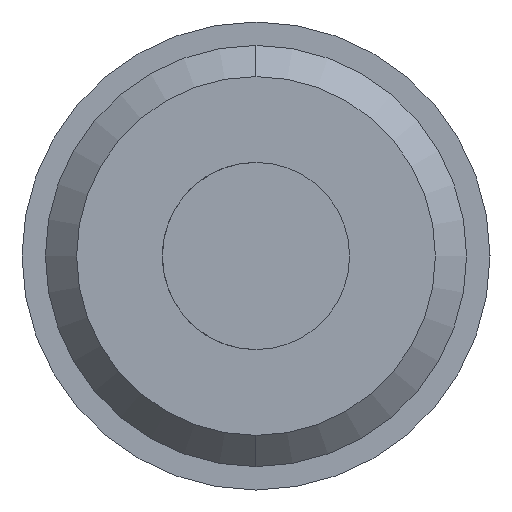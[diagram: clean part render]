
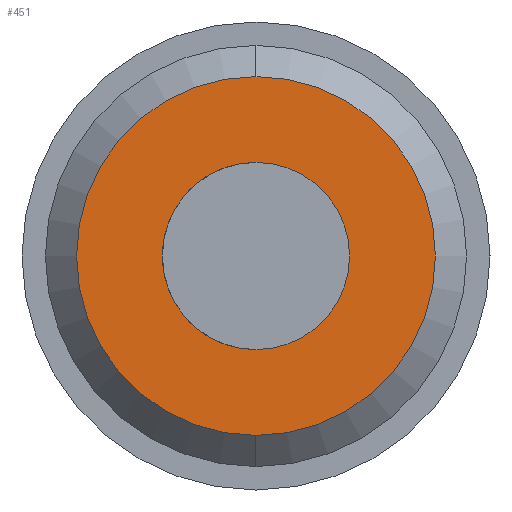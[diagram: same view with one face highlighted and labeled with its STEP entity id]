
A CAD part, left-side view. The second image highlights one B-rep face of the part: STEP entity #451.
In plain terms, the highlighted planar face has unit normal (-1, 0, 0).
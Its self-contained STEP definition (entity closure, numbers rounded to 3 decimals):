
#121 = PLANE ( 'NONE',  #807 ) ;
#193 = EDGE_CURVE ( 'NONE', #1303, #1255, #519, .T. ) ;
#215 = DIRECTION ( 'NONE',  ( -1., 0., 0. ) ) ;
#267 = DIRECTION ( 'NONE',  ( 0., 0., -1. ) ) ;
#284 = CARTESIAN_POINT ( 'NONE',  ( -6., 0., 0. ) ) ;
#301 = EDGE_CURVE ( 'NONE', #462, #834, #419, .T. ) ;
#337 = ORIENTED_EDGE ( 'NONE', *, *, #301, .F. ) ;
#349 = AXIS2_PLACEMENT_3D ( 'NONE', #284, #512, #267 ) ;
#419 = CIRCLE ( 'NONE', #1372, 0.6 ) ;
#451 = ADVANCED_FACE ( 'NONE', ( #606, #870 ), #121, .F. ) ;
#462 = VERTEX_POINT ( 'NONE', #504 ) ;
#504 = CARTESIAN_POINT ( 'NONE',  ( -6., 0., -0.6 ) ) ;
#512 = DIRECTION ( 'NONE',  ( -1., 0., 0. ) ) ;
#519 = CIRCLE ( 'NONE', #349, 1.15 ) ;
#585 = EDGE_LOOP ( 'NONE', ( #337, #1430 ) ) ;
#606 = FACE_BOUND ( 'NONE', #585, .T. ) ;
#655 = CIRCLE ( 'NONE', #737, 0.6 ) ;
#664 = CARTESIAN_POINT ( 'NONE',  ( -6., 0., 0. ) ) ;
#667 = CARTESIAN_POINT ( 'NONE',  ( -6., 0., 0. ) ) ;
#680 = DIRECTION ( 'NONE',  ( 0., 0., 1. ) ) ;
#690 = DIRECTION ( 'NONE',  ( 0., 0., 1. ) ) ;
#737 = AXIS2_PLACEMENT_3D ( 'NONE', #667, #793, #690 ) ;
#788 = CARTESIAN_POINT ( 'NONE',  ( -6., 0., 1.15 ) ) ;
#793 = DIRECTION ( 'NONE',  ( -1., 0., 0. ) ) ;
#807 = AXIS2_PLACEMENT_3D ( 'NONE', #1048, #826, #943 ) ;
#816 = CARTESIAN_POINT ( 'NONE',  ( -6., 0., -1.15 ) ) ;
#826 = DIRECTION ( 'NONE',  ( 1., 0., 0. ) ) ;
#834 = VERTEX_POINT ( 'NONE', #1108 ) ;
#870 = FACE_OUTER_BOUND ( 'NONE', #1348, .T. ) ;
#912 = CARTESIAN_POINT ( 'NONE',  ( -6., 0., 0. ) ) ;
#943 = DIRECTION ( 'NONE',  ( 0., 0., -1. ) ) ;
#993 = AXIS2_PLACEMENT_3D ( 'NONE', #912, #1263, #1250 ) ;
#1048 = CARTESIAN_POINT ( 'NONE',  ( -6., 0., 0. ) ) ;
#1108 = CARTESIAN_POINT ( 'NONE',  ( -6., 0., 0.6 ) ) ;
#1147 = ORIENTED_EDGE ( 'NONE', *, *, #1316, .T. ) ;
#1216 = CIRCLE ( 'NONE', #993, 1.15 ) ;
#1247 = EDGE_CURVE ( 'NONE', #834, #462, #655, .T. ) ;
#1250 = DIRECTION ( 'NONE',  ( 0., 0., -1. ) ) ;
#1255 = VERTEX_POINT ( 'NONE', #788 ) ;
#1263 = DIRECTION ( 'NONE',  ( -1., 0., 0. ) ) ;
#1303 = VERTEX_POINT ( 'NONE', #816 ) ;
#1316 = EDGE_CURVE ( 'NONE', #1255, #1303, #1216, .T. ) ;
#1348 = EDGE_LOOP ( 'NONE', ( #1441, #1147 ) ) ;
#1372 = AXIS2_PLACEMENT_3D ( 'NONE', #664, #215, #680 ) ;
#1430 = ORIENTED_EDGE ( 'NONE', *, *, #1247, .F. ) ;
#1441 = ORIENTED_EDGE ( 'NONE', *, *, #193, .T. ) ;
